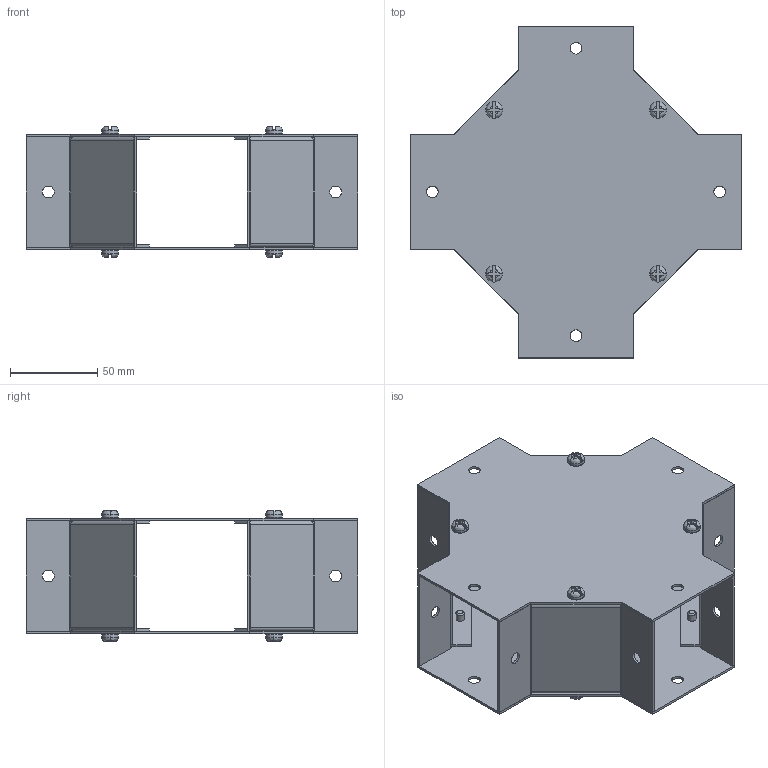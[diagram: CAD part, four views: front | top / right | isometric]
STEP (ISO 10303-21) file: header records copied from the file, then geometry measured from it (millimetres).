
FILE_DESCRIPTION (( 'STEP AP203' ), '1' );
FILE_NAME ('CWCF2.step', '2024-04-25T14:45:22', ( '' ), ( '' ), 'SwSTEP 2.0', 'SolidWorks 2023', '' );
FILE_SCHEMA (( 'CONFIG_CONTROL_DESIGN' ));
Length unit declared in the file: inch
Products named in the file (1): CWCF2
Bounding box: 190.52 x 190.51 x 75.29 mm (x, y, z)
Volume: 114438.5 mm3; surface area: 162072.7 mm2
Topology: 14 solids, 14 shells, 468 faces, 1184 edges, 752 vertices
Faces by surface type: plane 292, cylinder 128, bspline 32, cone 16
Entity records: 15665 total; most frequent: CARTESIAN_POINT 4405, ORIENTED_EDGE 2368, DIRECTION 2234, EDGE_CURVE 1184, AXIS2_PLACEMENT_3D 757, VERTEX_POINT 752, VECTOR 720, LINE 720
